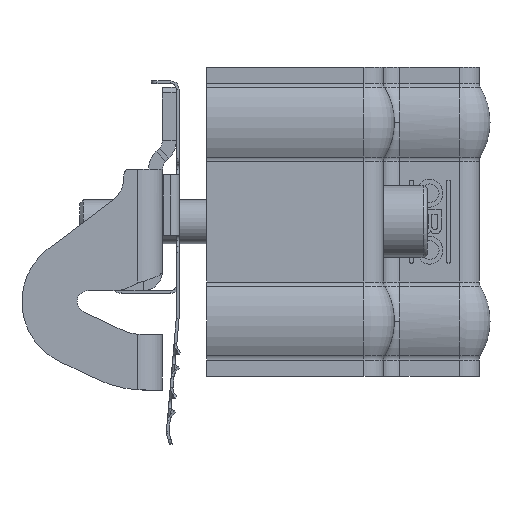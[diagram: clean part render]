
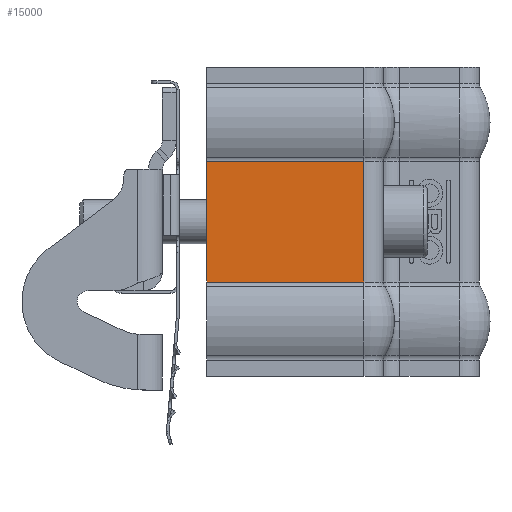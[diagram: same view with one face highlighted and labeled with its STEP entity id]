
A CAD part, left-side view. The second image highlights one B-rep face of the part: STEP entity #15000.
In plain terms, the highlighted face is planar.
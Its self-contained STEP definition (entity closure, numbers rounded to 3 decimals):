
#105 = EDGE_CURVE ( 'NONE', #8179, #12249, #2724, .T. ) ;
#124 = DIRECTION ( 'NONE',  ( 0., 1., 0. ) ) ;
#345 = EDGE_CURVE ( 'NONE', #9588, #8179, #11814, .T. ) ;
#364 = CARTESIAN_POINT ( 'NONE',  ( 10.929, 0., -2. ) ) ;
#375 = VECTOR ( 'NONE', #13665, 1000. ) ;
#1533 = LINE ( 'NONE', #364, #5155 ) ;
#2435 = DIRECTION ( 'NONE',  ( -1., 0., 0. ) ) ;
#2706 = EDGE_CURVE ( 'NONE', #9588, #12953, #1533, .T. ) ;
#2724 = LINE ( 'NONE', #6395, #375 ) ;
#3148 = DIRECTION ( 'NONE',  ( 0., 0., -1. ) ) ;
#3320 = DIRECTION ( 'NONE',  ( -1., 0., 0. ) ) ;
#3458 = CARTESIAN_POINT ( 'NONE',  ( 0., 28.5, -2. ) ) ;
#3901 = ORIENTED_EDGE ( 'NONE', *, *, #345, .T. ) ;
#4505 = ORIENTED_EDGE ( 'NONE', *, *, #105, .T. ) ;
#5155 = VECTOR ( 'NONE', #124, 1000. ) ;
#6207 = AXIS2_PLACEMENT_3D ( 'NONE', #13856, #3148, #12678 ) ;
#6395 = CARTESIAN_POINT ( 'NONE',  ( -10.929, 0., -2. ) ) ;
#7024 = EDGE_LOOP ( 'NONE', ( #4505, #9315, #14903, #3901 ) ) ;
#7856 = CARTESIAN_POINT ( 'NONE',  ( 10.929, 28.5, -2. ) ) ;
#7897 = CARTESIAN_POINT ( 'NONE',  ( -10.929, 28.5, -2. ) ) ;
#8179 = VERTEX_POINT ( 'NONE', #14839 ) ;
#9071 = PLANE ( 'NONE',  #6207 ) ;
#9313 = CARTESIAN_POINT ( 'NONE',  ( -12., 0., -2. ) ) ;
#9315 = ORIENTED_EDGE ( 'NONE', *, *, #10553, .F. ) ;
#9588 = VERTEX_POINT ( 'NONE', #11333 ) ;
#10553 = EDGE_CURVE ( 'NONE', #12953, #12249, #14167, .T. ) ;
#10651 = VECTOR ( 'NONE', #2435, 1000. ) ;
#11333 = CARTESIAN_POINT ( 'NONE',  ( 10.929, 0., -2. ) ) ;
#11814 = LINE ( 'NONE', #9313, #11837 ) ;
#11837 = VECTOR ( 'NONE', #3320, 1000. ) ;
#12249 = VERTEX_POINT ( 'NONE', #7897 ) ;
#12678 = DIRECTION ( 'NONE',  ( -1., 0., 0. ) ) ;
#12953 = VERTEX_POINT ( 'NONE', #7856 ) ;
#13665 = DIRECTION ( 'NONE',  ( 0., 1., 0. ) ) ;
#13856 = CARTESIAN_POINT ( 'NONE',  ( -12., 0., -2. ) ) ;
#14167 = LINE ( 'NONE', #3458, #10651 ) ;
#14839 = CARTESIAN_POINT ( 'NONE',  ( -10.929, 0., -2. ) ) ;
#14873 = FACE_OUTER_BOUND ( 'NONE', #7024, .T. ) ;
#14903 = ORIENTED_EDGE ( 'NONE', *, *, #2706, .F. ) ;
#15000 = ADVANCED_FACE ( 'NONE', ( #14873 ), #9071, .T. ) ;
